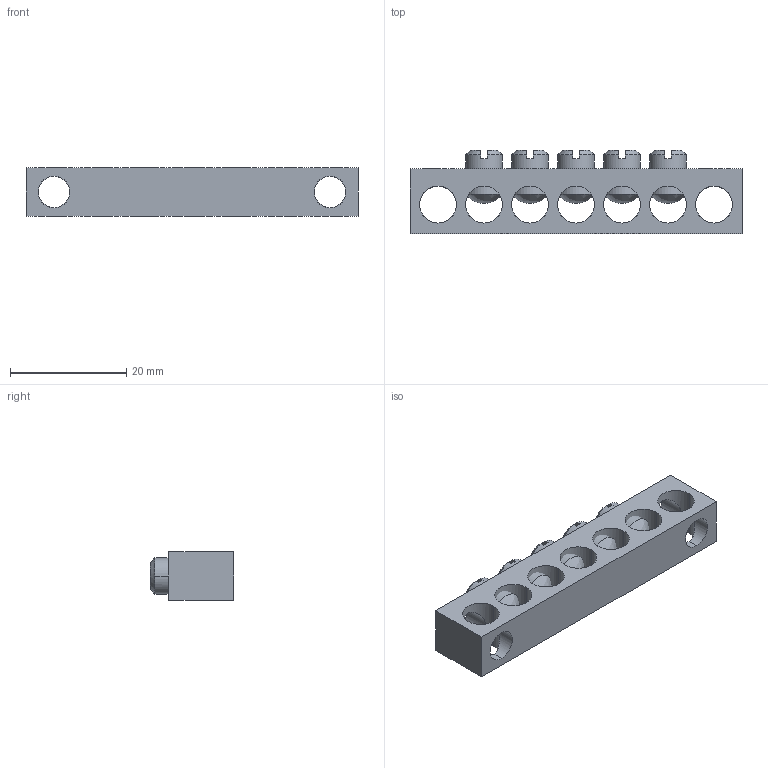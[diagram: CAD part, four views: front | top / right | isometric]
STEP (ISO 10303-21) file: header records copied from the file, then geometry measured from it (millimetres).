
FILE_DESCRIPTION (( 'STEP AP203' ), '1' );
FILE_NAME ('NC-421-1.step', '2023-11-15T15:11:41', ( '' ), ( '' ), 'SwSTEP 2.0', 'SolidWorks 2023', '' );
FILE_SCHEMA (( 'CONFIG_CONTROL_DESIGN' ));
Length unit declared in the file: inch
Products named in the file (1): NC-421-1
Bounding box: 57.16 x 14.35 x 8.38 mm (x, y, z)
Volume: 4115.3 mm3; surface area: 4380.1 mm2
Topology: 6 solids, 6 shells, 118 faces, 273 edges, 177 vertices
Faces by surface type: cylinder 52, plane 41, cone 15, bspline 10
Entity records: 4324 total; most frequent: CARTESIAN_POINT 1523, DIRECTION 559, ORIENTED_EDGE 546, EDGE_CURVE 273, AXIS2_PLACEMENT_3D 225, VERTEX_POINT 177, EDGE_LOOP 160, ADVANCED_FACE 118
